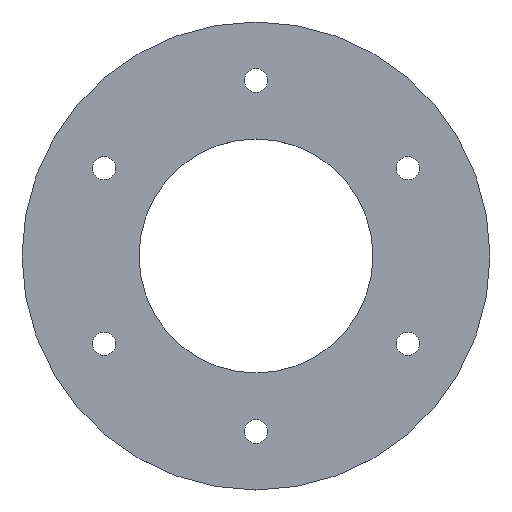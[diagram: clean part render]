
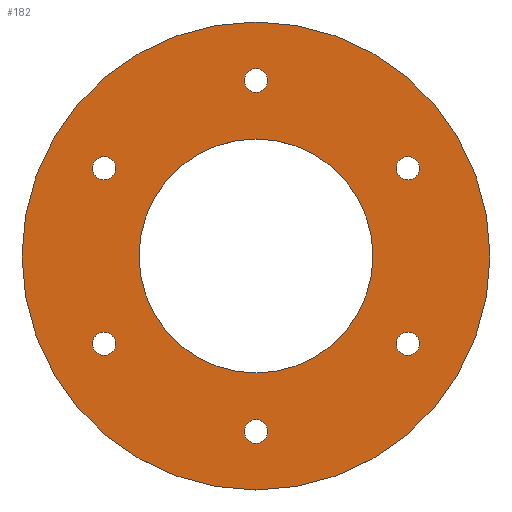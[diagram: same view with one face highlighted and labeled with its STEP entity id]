
A CAD part, top view. The second image highlights one B-rep face of the part: STEP entity #182.
In plain terms, the highlighted planar face has unit normal (0, 0, 1).
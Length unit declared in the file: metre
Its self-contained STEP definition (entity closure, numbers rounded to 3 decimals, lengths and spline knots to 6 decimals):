
#20=PLANE('',#221);
#38=ORIENTED_EDGE('',*,*,#66,.F.);
#39=ORIENTED_EDGE('',*,*,#64,.F.);
#40=ORIENTED_EDGE('',*,*,#62,.F.);
#41=ORIENTED_EDGE('',*,*,#60,.F.);
#42=ORIENTED_EDGE('',*,*,#58,.F.);
#43=ORIENTED_EDGE('',*,*,#56,.F.);
#44=ORIENTED_EDGE('',*,*,#54,.F.);
#45=ORIENTED_EDGE('',*,*,#68,.T.);
#54=EDGE_CURVE('',#70,#70,#86,.T.);
#56=EDGE_CURVE('',#72,#72,#88,.T.);
#58=EDGE_CURVE('',#74,#74,#90,.T.);
#60=EDGE_CURVE('',#76,#76,#92,.T.);
#62=EDGE_CURVE('',#78,#78,#94,.T.);
#64=EDGE_CURVE('',#80,#80,#96,.T.);
#66=EDGE_CURVE('',#82,#82,#98,.T.);
#68=EDGE_CURVE('',#84,#84,#100,.T.);
#70=VERTEX_POINT('',#280);
#72=VERTEX_POINT('',#285);
#74=VERTEX_POINT('',#290);
#76=VERTEX_POINT('',#295);
#78=VERTEX_POINT('',#300);
#80=VERTEX_POINT('',#305);
#82=VERTEX_POINT('',#310);
#84=VERTEX_POINT('',#315);
#86=CIRCLE('',#198,0.05);
#88=CIRCLE('',#201,0.005);
#90=CIRCLE('',#204,0.005);
#92=CIRCLE('',#207,0.005);
#94=CIRCLE('',#210,0.005);
#96=CIRCLE('',#213,0.005);
#98=CIRCLE('',#216,0.005);
#100=CIRCLE('',#219,0.1);
#118=EDGE_LOOP('',(#38));
#119=EDGE_LOOP('',(#39));
#120=EDGE_LOOP('',(#40));
#121=EDGE_LOOP('',(#41));
#122=EDGE_LOOP('',(#42));
#123=EDGE_LOOP('',(#43));
#124=EDGE_LOOP('',(#44));
#125=EDGE_LOOP('',(#45));
#150=FACE_BOUND('',#118,.T.);
#151=FACE_BOUND('',#119,.T.);
#152=FACE_BOUND('',#120,.T.);
#153=FACE_BOUND('',#121,.T.);
#154=FACE_BOUND('',#122,.T.);
#155=FACE_BOUND('',#123,.T.);
#156=FACE_BOUND('',#124,.T.);
#157=FACE_BOUND('',#125,.T.);
#182=ADVANCED_FACE('',(#150,#151,#152,#153,#154,#155,#156,#157),#20,.T.);
#198=AXIS2_PLACEMENT_3D('',#279,#227,#228);
#201=AXIS2_PLACEMENT_3D('',#284,#233,#234);
#204=AXIS2_PLACEMENT_3D('',#289,#239,#240);
#207=AXIS2_PLACEMENT_3D('',#294,#245,#246);
#210=AXIS2_PLACEMENT_3D('',#299,#251,#252);
#213=AXIS2_PLACEMENT_3D('',#304,#257,#258);
#216=AXIS2_PLACEMENT_3D('',#309,#263,#264);
#219=AXIS2_PLACEMENT_3D('',#314,#269,#270);
#221=AXIS2_PLACEMENT_3D('',#318,#273,#274);
#227=DIRECTION('',(0.,0.,1.));
#228=DIRECTION('',(1.,0.,0.));
#233=DIRECTION('',(0.,0.,1.));
#234=DIRECTION('',(1.,0.,0.));
#239=DIRECTION('',(0.,0.,1.));
#240=DIRECTION('',(1.,0.,0.));
#245=DIRECTION('',(0.,0.,1.));
#246=DIRECTION('',(1.,0.,0.));
#251=DIRECTION('',(0.,0.,1.));
#252=DIRECTION('',(1.,0.,0.));
#257=DIRECTION('',(0.,0.,1.));
#258=DIRECTION('',(1.,0.,0.));
#263=DIRECTION('',(0.,0.,1.));
#264=DIRECTION('',(1.,0.,0.));
#269=DIRECTION('',(0.,0.,1.));
#270=DIRECTION('',(1.,0.,0.));
#273=DIRECTION('',(0.,0.,1.));
#274=DIRECTION('',(1.,0.,0.));
#279=CARTESIAN_POINT('',(0.,0.,0.002));
#280=CARTESIAN_POINT('',(0.05,0.,0.002));
#284=CARTESIAN_POINT('',(0.,0.075,0.002));
#285=CARTESIAN_POINT('',(0.005,0.075,0.002));
#289=CARTESIAN_POINT('',(-0.064952,0.0375,0.002));
#290=CARTESIAN_POINT('',(-0.059952,0.0375,0.002));
#294=CARTESIAN_POINT('',(-0.064952,-0.0375,0.002));
#295=CARTESIAN_POINT('',(-0.059952,-0.0375,0.002));
#299=CARTESIAN_POINT('',(0.,-0.075,0.002));
#300=CARTESIAN_POINT('',(0.005,-0.075,0.002));
#304=CARTESIAN_POINT('',(0.064952,-0.0375,0.002));
#305=CARTESIAN_POINT('',(0.069952,-0.0375,0.002));
#309=CARTESIAN_POINT('',(0.064952,0.0375,0.002));
#310=CARTESIAN_POINT('',(0.069952,0.0375,0.002));
#314=CARTESIAN_POINT('',(0.,0.,0.002));
#315=CARTESIAN_POINT('',(0.1,0.,0.002));
#318=CARTESIAN_POINT('',(0.,0.,0.002));
